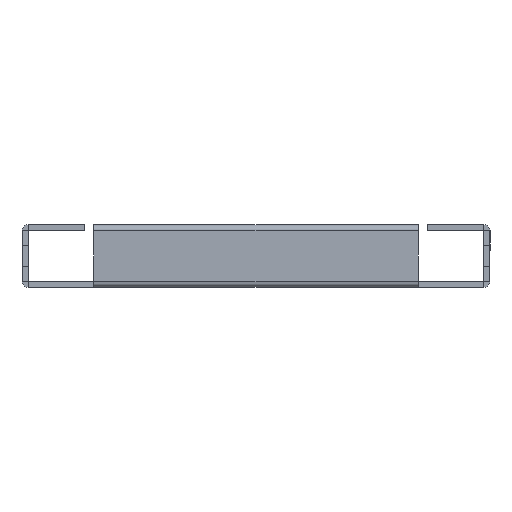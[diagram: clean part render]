
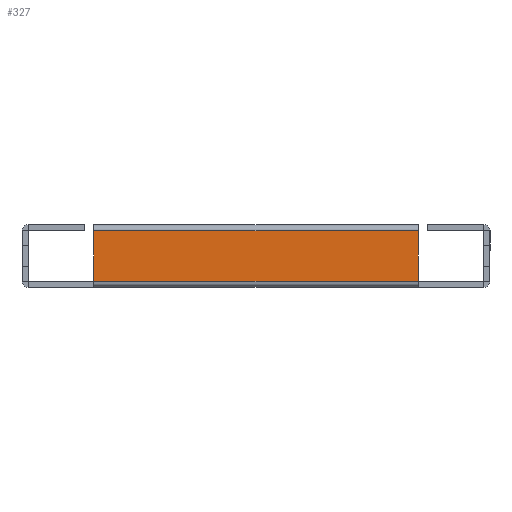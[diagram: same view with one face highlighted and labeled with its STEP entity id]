
A CAD part, left-side view. The second image highlights one B-rep face of the part: STEP entity #327.
In plain terms, the highlighted planar face has unit normal (-1, 0, 0).
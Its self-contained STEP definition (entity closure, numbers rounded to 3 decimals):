
#223 = EDGE_LOOP ( 'NONE', ( #5552, #3821, #3820, #3819 ) ) ;
#327 = ADVANCED_FACE ( 'NONE', ( #1577 ), #3339, .F. ) ;
#798 = VERTEX_POINT ( 'NONE', #3550 ) ;
#800 = VERTEX_POINT ( 'NONE', #3552 ) ;
#802 = VERTEX_POINT ( 'NONE', #3554 ) ;
#803 = VERTEX_POINT ( 'NONE', #3555 ) ;
#1368 = EDGE_CURVE ( 'NONE', #798, #802, #2423, .T. ) ;
#1369 = EDGE_CURVE ( 'NONE', #798, #803, #2422, .T. ) ;
#1375 = EDGE_CURVE ( 'NONE', #800, #802, #2440, .T. ) ;
#1378 = EDGE_CURVE ( 'NONE', #803, #800, #2446, .T. ) ;
#1529 = AXIS2_PLACEMENT_3D ( 'NONE', #3335, #3342, #3343 ) ;
#1577 = FACE_OUTER_BOUND ( 'NONE', #223, .T. ) ;
#2422 = LINE ( 'NONE', #4460, #2429 ) ;
#2423 = LINE ( 'NONE', #4450, #2427 ) ;
#2427 = VECTOR ( 'NONE', #4461, 1000. ) ;
#2429 = VECTOR ( 'NONE', #4463, 1000. ) ;
#2440 = LINE ( 'NONE', #4474, #2441 ) ;
#2441 = VECTOR ( 'NONE', #4475, 1000. ) ;
#2446 = LINE ( 'NONE', #4480, #2447 ) ;
#2447 = VECTOR ( 'NONE', #4481, 1000. ) ;
#3335 = CARTESIAN_POINT ( 'NONE',  ( -1041.51, 64.5, 2.5 ) ) ;
#3339 = PLANE ( 'NONE',  #1529 ) ;
#3342 = DIRECTION ( 'NONE',  ( 1., 0., 0. ) ) ;
#3343 = DIRECTION ( 'NONE',  ( 0., 0., -1. ) ) ;
#3550 = CARTESIAN_POINT ( 'NONE',  ( -1041.51, -64.5, 2.51 ) ) ;
#3552 = CARTESIAN_POINT ( 'NONE',  ( -1041.51, 64.5, 22.49 ) ) ;
#3554 = CARTESIAN_POINT ( 'NONE',  ( -1041.51, 64.5, 2.51 ) ) ;
#3555 = CARTESIAN_POINT ( 'NONE',  ( -1041.51, -64.5, 22.49 ) ) ;
#3819 = ORIENTED_EDGE ( 'NONE', *, *, #1369, .T. ) ;
#3820 = ORIENTED_EDGE ( 'NONE', *, *, #1368, .F. ) ;
#3821 = ORIENTED_EDGE ( 'NONE', *, *, #1375, .T. ) ;
#4450 = CARTESIAN_POINT ( 'NONE',  ( -1041.51, 64.5, 2.51 ) ) ;
#4460 = CARTESIAN_POINT ( 'NONE',  ( -1041.51, -64.5, 2.5 ) ) ;
#4461 = DIRECTION ( 'NONE',  ( 0., 1., 0. ) ) ;
#4463 = DIRECTION ( 'NONE',  ( 0., 0., 1. ) ) ;
#4474 = CARTESIAN_POINT ( 'NONE',  ( -1041.51, 64.5, 2.5 ) ) ;
#4475 = DIRECTION ( 'NONE',  ( 0., 0., -1. ) ) ;
#4480 = CARTESIAN_POINT ( 'NONE',  ( -1041.51, -64.5, 22.49 ) ) ;
#4481 = DIRECTION ( 'NONE',  ( 0., 1., 0. ) ) ;
#5552 = ORIENTED_EDGE ( 'NONE', *, *, #1378, .T. ) ;
